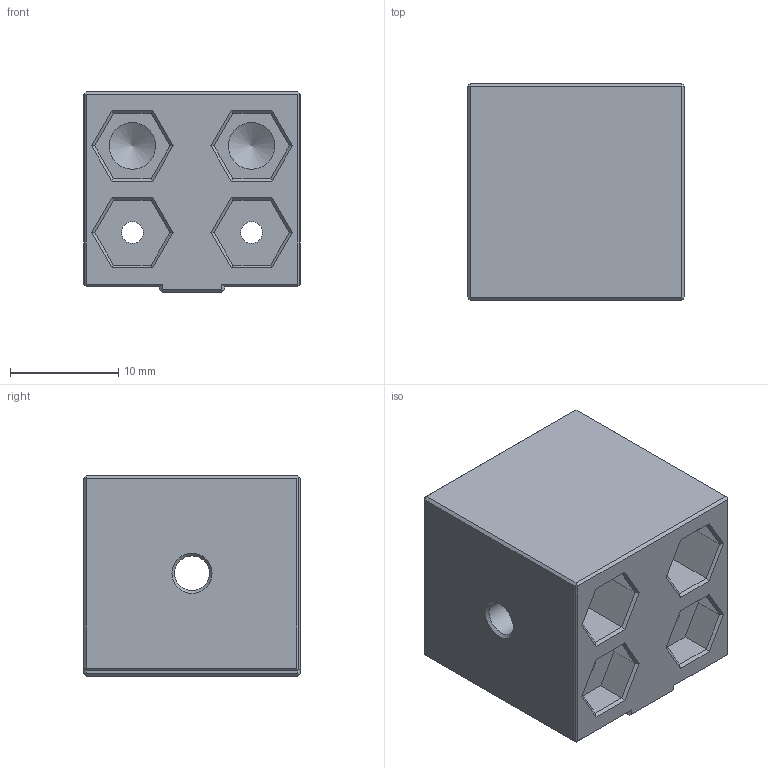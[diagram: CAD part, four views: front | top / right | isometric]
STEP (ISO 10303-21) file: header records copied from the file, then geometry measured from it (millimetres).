
FILE_DESCRIPTION(/* description */ ('STEP AP242','CAx-IF Rec.Pracs.---Representation and Presentation of Product Manufacturing Information (PMI)---4.0---2014-10-13','CAx-IF Rec.Pracs.---3D Tessellated Geometry---0.4---2014-09-14','2;1'),/* implementation_level */ '2;1');
FILE_NAME(/* name */ '68f90edb488328ffa0bc87f0',/* time_stamp */ '2025-10-22T17:05:32Z',/* author */ (''),/* organization */ (''),/* preprocessor_version */ 'ST-DEVELOPER v20',/* originating_system */ 'ONSHAPE BY PTC INC, 1.205',/* authorisation */ ' ');
FILE_SCHEMA (('AP242_MANAGED_MODEL_BASED_3D_ENGINEERING_MIM_LF { 1 0 10303 442 1 1 4 }'));
Length unit declared in the file: metre
Products named in the file (1): Bracket block - with bushings
Bounding box: 20 x 20 x 18.5 mm (x, y, z)
Volume: 6301.8 mm3; surface area: 3052.2 mm2
Topology: 1 solids, 1 shells, 103 faces, 244 edges, 148 vertices
Faces by surface type: plane 93, cylinder 6, cone 4
Full cylindrical faces by diameter (mm): 2 x2, 3.2 x1, 4.3 x2, 4.4 x1
Entity records: 2780 total; most frequent: CARTESIAN_POINT 472, ORIENTED_EDGE 452, DIRECTION 448, EDGE_CURVE 226, LINE 212, VECTOR 212, VERTEX_POINT 142, FACE_BOUND 126
